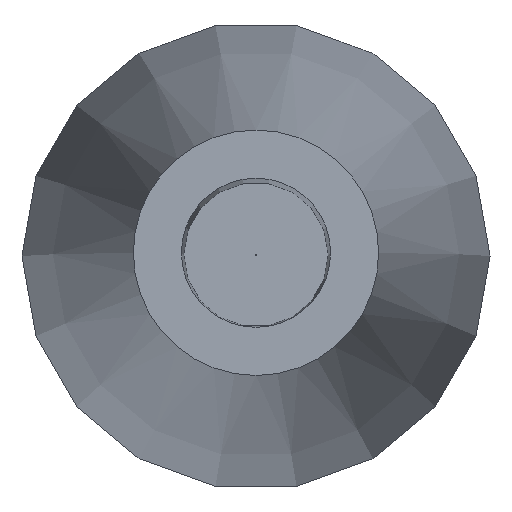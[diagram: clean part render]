
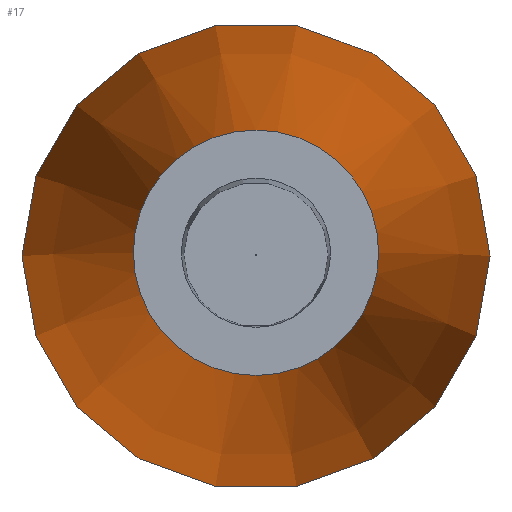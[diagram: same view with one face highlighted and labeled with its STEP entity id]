
A CAD part, top view. The second image highlights one B-rep face of the part: STEP entity #17.
In plain terms, the highlighted face is a revolution surface.
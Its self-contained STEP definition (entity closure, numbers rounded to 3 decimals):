
#17 = ADVANCED_FACE('',(#18),#31,.F.);
#18 = FACE_BOUND('',#19,.F.);
#19 = EDGE_LOOP('',(#20,#57,#80,#107));
#20 = ORIENTED_EDGE('',*,*,#21,.T.);
#21 = EDGE_CURVE('',#22,#22,#24,.T.);
#22 = VERTEX_POINT('',#23);
#23 = CARTESIAN_POINT('',(2.,0.,0.));
#24 = SURFACE_CURVE('',#25,(#30,#45),.PCURVE_S1.);
#25 = CIRCLE('',#26,2.);
#26 = AXIS2_PLACEMENT_3D('',#27,#28,#29);
#27 = CARTESIAN_POINT('',(0.,0.,0.));
#28 = DIRECTION('',(0.,0.,-1.));
#29 = DIRECTION('',(1.,0.,0.));
#30 = PCURVE('',#31,#39);
#31 = SURFACE_OF_REVOLUTION('',#32,#36);
#32 = B_SPLINE_CURVE_WITH_KNOTS('',2,(#33,#34,#35),.UNSPECIFIED.,.F.,.F.
  ,(3,3),(0.,1.),.PIECEWISE_BEZIER_KNOTS.);
#33 = CARTESIAN_POINT('',(2.,0.,0.));
#34 = CARTESIAN_POINT('',(7.289,0.,64.));
#35 = CARTESIAN_POINT('',(2.5,0.,100.));
#36 = AXIS1_PLACEMENT('',#37,#38);
#37 = CARTESIAN_POINT('',(0.,0.,0.));
#38 = DIRECTION('',(0.,0.,-1.));
#39 = DEFINITIONAL_REPRESENTATION('',(#40),#44);
#40 = LINE('',#41,#42);
#41 = CARTESIAN_POINT('',(0.,0.));
#42 = VECTOR('',#43,1.);
#43 = DIRECTION('',(1.,0.));
#44 = ( GEOMETRIC_REPRESENTATION_CONTEXT(2) 
PARAMETRIC_REPRESENTATION_CONTEXT() REPRESENTATION_CONTEXT('2D SPACE',''
  ) );
#45 = PCURVE('',#46,#51);
#46 = PLANE('',#47);
#47 = AXIS2_PLACEMENT_3D('',#48,#49,#50);
#48 = CARTESIAN_POINT('',(0.,0.,0.));
#49 = DIRECTION('',(0.,0.,-1.));
#50 = DIRECTION('',(1.,0.,0.));
#51 = DEFINITIONAL_REPRESENTATION('',(#52),#56);
#52 = CIRCLE('',#53,2.);
#53 = AXIS2_PLACEMENT_2D('',#54,#55);
#54 = CARTESIAN_POINT('',(0.,0.));
#55 = DIRECTION('',(1.,0.));
#56 = ( GEOMETRIC_REPRESENTATION_CONTEXT(2) 
PARAMETRIC_REPRESENTATION_CONTEXT() REPRESENTATION_CONTEXT('2D SPACE',''
  ) );
#57 = ORIENTED_EDGE('',*,*,#58,.T.);
#58 = EDGE_CURVE('',#22,#59,#61,.T.);
#59 = VERTEX_POINT('',#60);
#60 = CARTESIAN_POINT('',(2.5,0.,100.));
#61 = SEAM_CURVE('',#62,(#66,#73),.PCURVE_S1.);
#62 = B_SPLINE_CURVE_WITH_KNOTS('',2,(#63,#64,#65),.UNSPECIFIED.,.F.,.F.
  ,(3,3),(0.,1.),.PIECEWISE_BEZIER_KNOTS.);
#63 = CARTESIAN_POINT('',(2.,0.,0.));
#64 = CARTESIAN_POINT('',(7.289,0.,64.));
#65 = CARTESIAN_POINT('',(2.5,0.,100.));
#66 = PCURVE('',#31,#67);
#67 = DEFINITIONAL_REPRESENTATION('',(#68),#72);
#68 = LINE('',#69,#70);
#69 = CARTESIAN_POINT('',(0.,0.));
#70 = VECTOR('',#71,1.);
#71 = DIRECTION('',(0.,1.));
#72 = ( GEOMETRIC_REPRESENTATION_CONTEXT(2) 
PARAMETRIC_REPRESENTATION_CONTEXT() REPRESENTATION_CONTEXT('2D SPACE',''
  ) );
#73 = PCURVE('',#31,#74);
#74 = DEFINITIONAL_REPRESENTATION('',(#75),#79);
#75 = LINE('',#76,#77);
#76 = CARTESIAN_POINT('',(6.283,0.));
#77 = VECTOR('',#78,1.);
#78 = DIRECTION('',(0.,1.));
#79 = ( GEOMETRIC_REPRESENTATION_CONTEXT(2) 
PARAMETRIC_REPRESENTATION_CONTEXT() REPRESENTATION_CONTEXT('2D SPACE',''
  ) );
#80 = ORIENTED_EDGE('',*,*,#81,.F.);
#81 = EDGE_CURVE('',#59,#59,#82,.T.);
#82 = SURFACE_CURVE('',#83,(#88,#95),.PCURVE_S1.);
#83 = CIRCLE('',#84,2.5);
#84 = AXIS2_PLACEMENT_3D('',#85,#86,#87);
#85 = CARTESIAN_POINT('',(0.,0.,100.));
#86 = DIRECTION('',(0.,0.,-1.));
#87 = DIRECTION('',(1.,0.,0.));
#88 = PCURVE('',#31,#89);
#89 = DEFINITIONAL_REPRESENTATION('',(#90),#94);
#90 = LINE('',#91,#92);
#91 = CARTESIAN_POINT('',(0.,1.));
#92 = VECTOR('',#93,1.);
#93 = DIRECTION('',(1.,0.));
#94 = ( GEOMETRIC_REPRESENTATION_CONTEXT(2) 
PARAMETRIC_REPRESENTATION_CONTEXT() REPRESENTATION_CONTEXT('2D SPACE',''
  ) );
#95 = PCURVE('',#96,#101);
#96 = PLANE('',#97);
#97 = AXIS2_PLACEMENT_3D('',#98,#99,#100);
#98 = CARTESIAN_POINT('',(0.,0.,100.));
#99 = DIRECTION('',(0.,0.,-1.));
#100 = DIRECTION('',(1.,0.,0.));
#101 = DEFINITIONAL_REPRESENTATION('',(#102),#106);
#102 = CIRCLE('',#103,2.5);
#103 = AXIS2_PLACEMENT_2D('',#104,#105);
#104 = CARTESIAN_POINT('',(0.,0.));
#105 = DIRECTION('',(1.,0.));
#106 = ( GEOMETRIC_REPRESENTATION_CONTEXT(2) 
PARAMETRIC_REPRESENTATION_CONTEXT() REPRESENTATION_CONTEXT('2D SPACE',''
  ) );
#107 = ORIENTED_EDGE('',*,*,#58,.F.);
